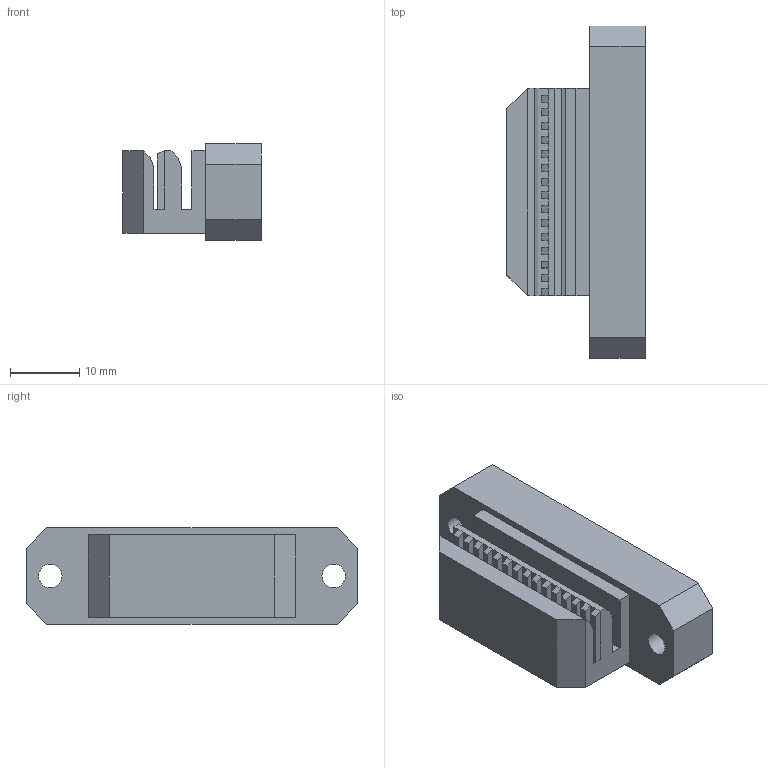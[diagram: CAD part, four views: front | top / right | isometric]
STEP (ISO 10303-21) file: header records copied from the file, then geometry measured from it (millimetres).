
FILE_DESCRIPTION(('FreeCAD Model'),'2;1');
FILE_NAME( 'y-belt-holder.step' ,'2019-06-27T08:30:45',('Author'),(''), 'Open CASCADE STEP processor 7.3','FreeCAD','Unknown');
FILE_SCHEMA(('AUTOMOTIVE_DESIGN { 1 0 10303 214 1 1 1 1 }'));
Length unit declared in the file: millimetre
Products named in the file (1): LinearPattern
Bounding box: 20 x 48 x 14 mm (x, y, z)
Volume: 8401.3 mm3; surface area: 4539.4 mm2
Topology: 1 solids, 1 shells, 109 faces, 282 edges, 178 vertices
Faces by surface type: plane 105, cylinder 4
Full cylindrical faces by diameter (mm): 3.4 x2, 6.2 x2
Entity records: 6893 total; most frequent: CARTESIAN_POINT 1214, DIRECTION 1024, LINE 786, VECTOR 786, ORIENTED_EDGE 564, PCURVE 564, DEFINITIONAL_REPRESENTATION 564, EDGE_CURVE 282
